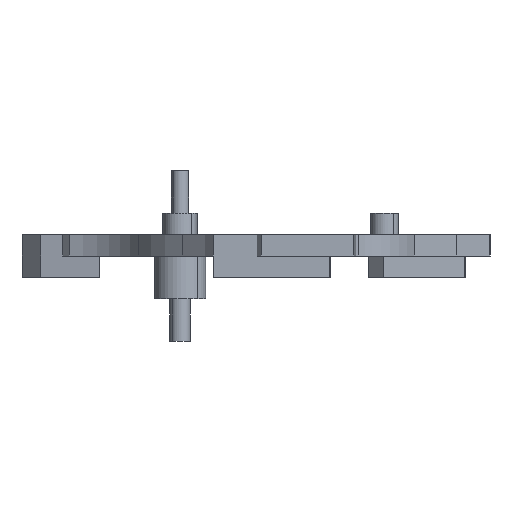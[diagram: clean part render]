
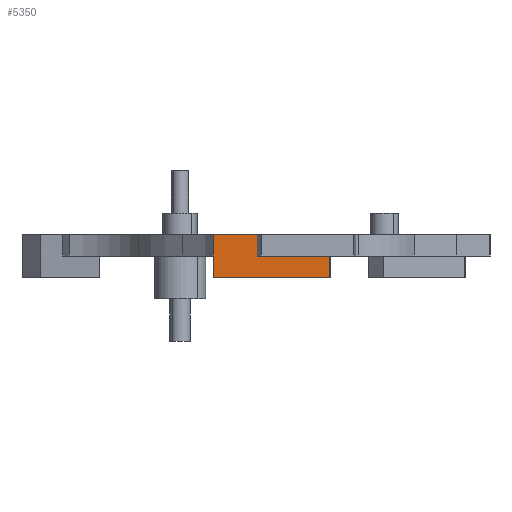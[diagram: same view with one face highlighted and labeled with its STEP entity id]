
A CAD part, front view. The second image highlights one B-rep face of the part: STEP entity #5350.
In plain terms, the highlighted planar face has unit normal (-0.034, -0.999, 0).
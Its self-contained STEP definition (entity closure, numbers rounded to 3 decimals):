
#5090 = VERTEX_POINT('',#5091);
#5091 = CARTESIAN_POINT('',(7.474,-9.954,-1.05));
#5098 = PLANE('',#5099);
#5099 = AXIS2_PLACEMENT_3D('',#5100,#5101,#5102);
#5100 = CARTESIAN_POINT('',(7.474,-9.954,-1.55));
#5101 = DIRECTION('',(-0.939,0.344,0.)
  );
#5102 = DIRECTION('',(-0.344,-0.939,
    0.));
#5110 = PLANE('',#5111);
#5111 = AXIS2_PLACEMENT_3D('',#5112,#5113,#5114);
#5112 = CARTESIAN_POINT('',(7.084,-7.805,-1.05));
#5113 = DIRECTION('',(0.,0.,-1.));
#5114 = DIRECTION('',(0.685,-0.728,0.)
  );
#5151 = VERTEX_POINT('',#5152);
#5152 = CARTESIAN_POINT('',(7.474,-9.954,-1.55));
#5166 = PLANE('',#5167);
#5167 = AXIS2_PLACEMENT_3D('',#5168,#5169,#5170);
#5168 = CARTESIAN_POINT('',(7.084,-7.805,-1.55));
#5169 = DIRECTION('',(0.,0.,-1.));
#5170 = DIRECTION('',(0.685,-0.728,0.)
  );
#5178 = EDGE_CURVE('',#5151,#5090,#5179,.T.);
#5179 = SURFACE_CURVE('',#5180,(#5184,#5191),.PCURVE_S1.);
#5180 = LINE('',#5181,#5182);
#5181 = CARTESIAN_POINT('',(7.474,-9.954,-1.55));
#5182 = VECTOR('',#5183,1.);
#5183 = DIRECTION('',(0.,0.,1.));
#5184 = PCURVE('',#5098,#5185);
#5185 = DEFINITIONAL_REPRESENTATION('',(#5186),#5190);
#5186 = LINE('',#5187,#5188);
#5187 = CARTESIAN_POINT('',(-0.,0.));
#5188 = VECTOR('',#5189,1.);
#5189 = DIRECTION('',(0.,1.));
#5190 = ( GEOMETRIC_REPRESENTATION_CONTEXT(2) 
PARAMETRIC_REPRESENTATION_CONTEXT() REPRESENTATION_CONTEXT('2D SPACE',''
  ) );
#5191 = PCURVE('',#5192,#5197);
#5192 = PLANE('',#5193);
#5193 = AXIS2_PLACEMENT_3D('',#5194,#5195,#5196);
#5194 = CARTESIAN_POINT('',(8.829,-10.001,-1.55));
#5195 = DIRECTION('',(-0.034,-0.999,
    0.));
#5196 = DIRECTION('',(0.999,-0.034,
    0.));
#5197 = DEFINITIONAL_REPRESENTATION('',(#5198),#5202);
#5198 = LINE('',#5199,#5200);
#5199 = CARTESIAN_POINT('',(-1.355,0.));
#5200 = VECTOR('',#5201,1.);
#5201 = DIRECTION('',(0.,1.));
#5202 = ( GEOMETRIC_REPRESENTATION_CONTEXT(2) 
PARAMETRIC_REPRESENTATION_CONTEXT() REPRESENTATION_CONTEXT('2D SPACE',''
  ) );
#5246 = PLANE('',#5247);
#5247 = AXIS2_PLACEMENT_3D('',#5248,#5249,#5250);
#5248 = CARTESIAN_POINT('',(8.84,-9.681,-1.55));
#5249 = DIRECTION('',(0.999,-0.034,
    0.));
#5250 = DIRECTION('',(0.034,0.999,
    0.));
#5284 = VERTEX_POINT('',#5285);
#5285 = CARTESIAN_POINT('',(8.829,-10.001,-1.05));
#5306 = EDGE_CURVE('',#5307,#5284,#5309,.T.);
#5307 = VERTEX_POINT('',#5308);
#5308 = CARTESIAN_POINT('',(8.829,-10.001,-1.55));
#5309 = SURFACE_CURVE('',#5310,(#5314,#5321),.PCURVE_S1.);
#5310 = LINE('',#5311,#5312);
#5311 = CARTESIAN_POINT('',(8.829,-10.001,-1.55));
#5312 = VECTOR('',#5313,1.);
#5313 = DIRECTION('',(0.,0.,1.));
#5314 = PCURVE('',#5246,#5315);
#5315 = DEFINITIONAL_REPRESENTATION('',(#5316),#5320);
#5316 = LINE('',#5317,#5318);
#5317 = CARTESIAN_POINT('',(-0.32,0.));
#5318 = VECTOR('',#5319,1.);
#5319 = DIRECTION('',(0.,1.));
#5320 = ( GEOMETRIC_REPRESENTATION_CONTEXT(2) 
PARAMETRIC_REPRESENTATION_CONTEXT() REPRESENTATION_CONTEXT('2D SPACE',''
  ) );
#5321 = PCURVE('',#5192,#5322);
#5322 = DEFINITIONAL_REPRESENTATION('',(#5323),#5327);
#5323 = LINE('',#5324,#5325);
#5324 = CARTESIAN_POINT('',(0.,0.));
#5325 = VECTOR('',#5326,1.);
#5326 = DIRECTION('',(0.,1.));
#5327 = ( GEOMETRIC_REPRESENTATION_CONTEXT(2) 
PARAMETRIC_REPRESENTATION_CONTEXT() REPRESENTATION_CONTEXT('2D SPACE',''
  ) );
#5350 = ADVANCED_FACE('',(#5351),#5192,.T.);
#5351 = FACE_BOUND('',#5352,.T.);
#5352 = EDGE_LOOP('',(#5353,#5374,#5375,#5396));
#5353 = ORIENTED_EDGE('',*,*,#5354,.F.);
#5354 = EDGE_CURVE('',#5090,#5284,#5355,.T.);
#5355 = SURFACE_CURVE('',#5356,(#5360,#5367),.PCURVE_S1.);
#5356 = LINE('',#5357,#5358);
#5357 = CARTESIAN_POINT('',(8.829,-10.001,-1.05));
#5358 = VECTOR('',#5359,1.);
#5359 = DIRECTION('',(0.999,-0.034,
    0.));
#5360 = PCURVE('',#5192,#5361);
#5361 = DEFINITIONAL_REPRESENTATION('',(#5362),#5366);
#5362 = LINE('',#5363,#5364);
#5363 = CARTESIAN_POINT('',(0.,0.5));
#5364 = VECTOR('',#5365,1.);
#5365 = DIRECTION('',(1.,0.));
#5366 = ( GEOMETRIC_REPRESENTATION_CONTEXT(2) 
PARAMETRIC_REPRESENTATION_CONTEXT() REPRESENTATION_CONTEXT('2D SPACE',''
  ) );
#5367 = PCURVE('',#5110,#5368);
#5368 = DEFINITIONAL_REPRESENTATION('',(#5369),#5373);
#5369 = LINE('',#5370,#5371);
#5370 = CARTESIAN_POINT('',(2.794,0.234));
#5371 = VECTOR('',#5372,1.);
#5372 = DIRECTION('',(0.71,-0.704));
#5373 = ( GEOMETRIC_REPRESENTATION_CONTEXT(2) 
PARAMETRIC_REPRESENTATION_CONTEXT() REPRESENTATION_CONTEXT('2D SPACE',''
  ) );
#5374 = ORIENTED_EDGE('',*,*,#5178,.F.);
#5375 = ORIENTED_EDGE('',*,*,#5376,.T.);
#5376 = EDGE_CURVE('',#5151,#5307,#5377,.T.);
#5377 = SURFACE_CURVE('',#5378,(#5382,#5389),.PCURVE_S1.);
#5378 = LINE('',#5379,#5380);
#5379 = CARTESIAN_POINT('',(8.829,-10.001,-1.55));
#5380 = VECTOR('',#5381,1.);
#5381 = DIRECTION('',(0.999,-0.034,
    0.));
#5382 = PCURVE('',#5192,#5383);
#5383 = DEFINITIONAL_REPRESENTATION('',(#5384),#5388);
#5384 = LINE('',#5385,#5386);
#5385 = CARTESIAN_POINT('',(0.,0.));
#5386 = VECTOR('',#5387,1.);
#5387 = DIRECTION('',(1.,0.));
#5388 = ( GEOMETRIC_REPRESENTATION_CONTEXT(2) 
PARAMETRIC_REPRESENTATION_CONTEXT() REPRESENTATION_CONTEXT('2D SPACE',''
  ) );
#5389 = PCURVE('',#5166,#5390);
#5390 = DEFINITIONAL_REPRESENTATION('',(#5391),#5395);
#5391 = LINE('',#5392,#5393);
#5392 = CARTESIAN_POINT('',(2.794,0.234));
#5393 = VECTOR('',#5394,1.);
#5394 = DIRECTION('',(0.71,-0.704));
#5395 = ( GEOMETRIC_REPRESENTATION_CONTEXT(2) 
PARAMETRIC_REPRESENTATION_CONTEXT() REPRESENTATION_CONTEXT('2D SPACE',''
  ) );
#5396 = ORIENTED_EDGE('',*,*,#5306,.T.);
